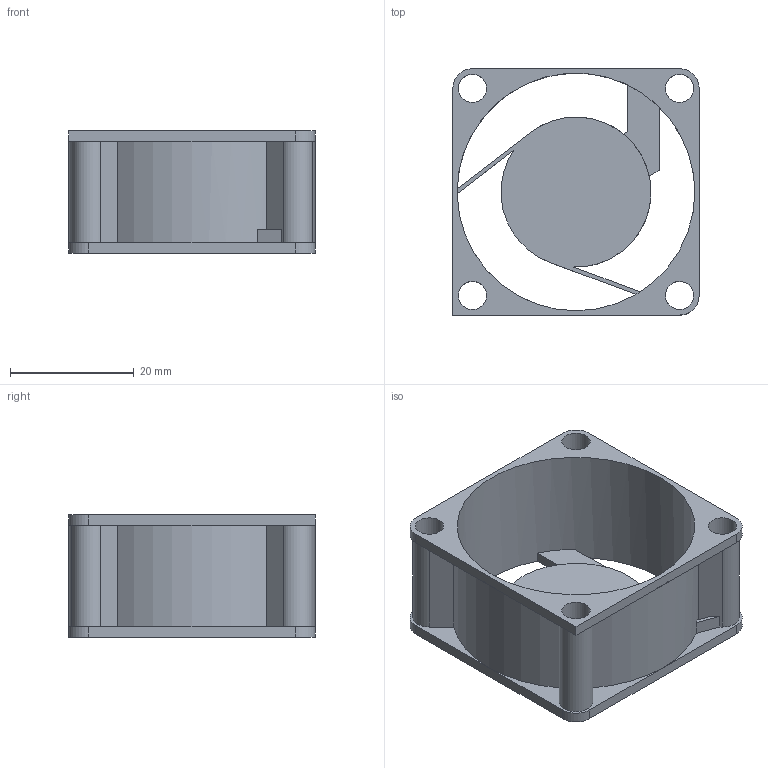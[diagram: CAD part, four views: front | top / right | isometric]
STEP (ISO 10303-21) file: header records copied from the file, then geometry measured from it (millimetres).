
FILE_DESCRIPTION(/* description */ (''),/* implementation_level */ '2;1');
FILE_NAME(/* name */ 'fan body.ipt.step',/* time_stamp */ '2015-01-02T19:14:46-08:00',/* author */ ('Autodesk Inc.'),/* organization */ ('Autodesk Inc.'),/* preprocessor_version */ 'ST-DEVELOPER v15.6',/* originating_system */ 'Autodesk Inventor 2015',/* authorisation */ '');
FILE_SCHEMA (('AUTOMOTIVE_DESIGN { 1 0 10303 214 3 1 1 }'));
Length unit declared in the file: inch
Products named in the file (1): fan body
Bounding box: 39.88 x 39.88 x 19.81 mm (x, y, z)
Volume: 5495 mm3; surface area: 9529.6 mm2
Topology: 1 solids, 1 shells, 75 faces, 218 edges, 143 vertices
Faces by surface type: plane 52, cylinder 23
Full cylindrical faces by diameter (mm): 4.572 x4, 38.481 x1
Entity records: 2490 total; most frequent: CARTESIAN_POINT 428, DIRECTION 426, ORIENTED_EDGE 422, EDGE_CURVE 211, LINE 148, VECTOR 148, VERTEX_POINT 141, AXIS2_PLACEMENT_3D 139
